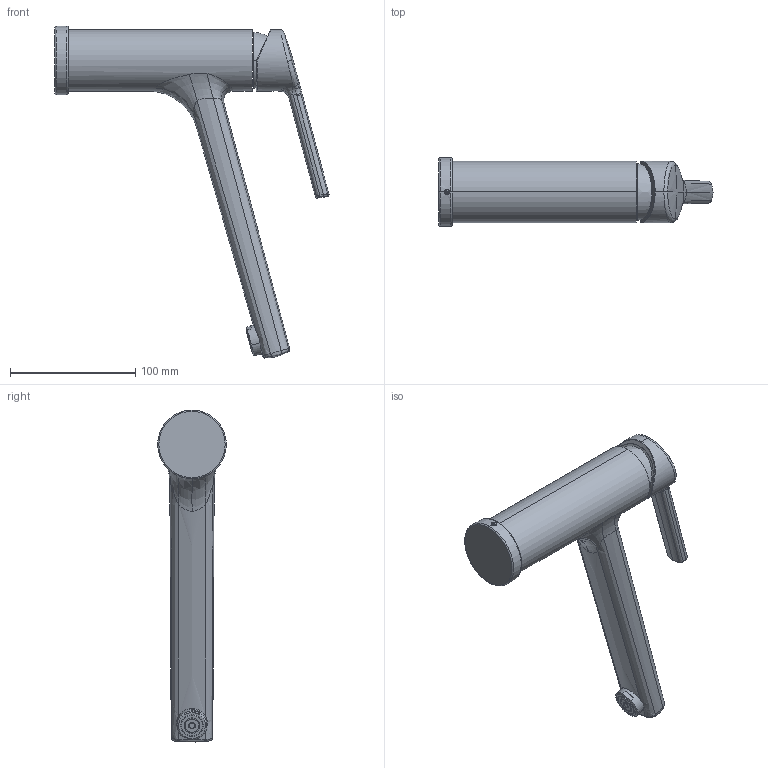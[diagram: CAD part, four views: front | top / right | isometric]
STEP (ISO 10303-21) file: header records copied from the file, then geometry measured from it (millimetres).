
FILE_DESCRIPTION(('STEP AP214'),'1');
FILE_NAME('KWC Luna E4 Fensterarmatur .STP','2026-01-12T11:17:19',(' '),(' '),'Spatial InterOp 3D',' ',' ');
FILE_SCHEMA(('AUTOMOTIVE_DESIGN { 1 0 10303 214 1 1 1 1 }'));
Length unit declared in the file: millimetre
Products named in the file (4): ASSEM1; KWC Luna E4 Fensterarmatur 
Assembly tree (3 placements, depth 3):
  KWC Luna E4 Fensterarmatur 
    (unnamed)
      ASSEM1
      (unnamed)
Bounding box: 218.98 x 55 x 265.32 mm (x, y, z)
Volume: 549110.7 mm3; surface area: 65268.9 mm2
Topology: 2 solids, 5 shells, 187 faces, 441 edges, 267 vertices
Faces by surface type: bspline 89, cylinder 36, plane 27, torus 18, cone 15, extrusion 2
Entity records: 13023 total; most frequent: CARTESIAN_POINT 9340, ORIENTED_EDGE 878, DIRECTION 540, EDGE_CURVE 439, VERTEX_POINT 267, B_SPLINE_CURVE_WITH_KNOTS 240, AXIS2_PLACEMENT_3D 236, EDGE_LOOP 196
